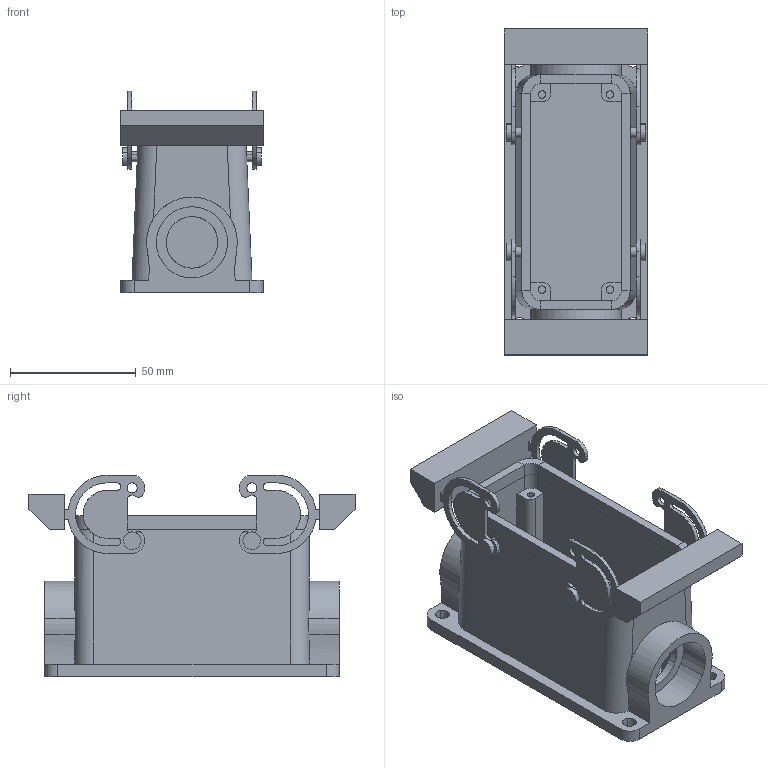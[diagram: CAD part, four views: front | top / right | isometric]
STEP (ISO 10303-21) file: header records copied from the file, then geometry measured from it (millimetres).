
FILE_DESCRIPTION(('CATIA V5 STEP Exchange','CAx-IF Rec.Pracs.--- Model Styling and Organization---1.4--- 2014-01-23'),'2;1');
FILE_NAME ('13374128_2', '2019-07-25T14:12:42+00:00', ('none'), ('Weidmueller'), 'CATIA Version 5-6 Release 2016 SP3 HF44', 'CATIA V5 STEP AP214', 'none');
FILE_SCHEMA(('AUTOMOTIVE_DESIGN { 1 0 10303 214 1 1 1 1 }'));
Length unit declared in the file: millimetre
Products named in the file (1): 1656720000
Bounding box: 57 x 129.5 x 80 mm (x, y, z)
Volume: 140600.9 mm3; surface area: 61731.9 mm2
Topology: 2 solids, 2 shells, 270 faces, 732 edges, 478 vertices
Faces by surface type: plane 136, cylinder 134
Entity records: 8713 total; most frequent: CARTESIAN_POINT 2346, ORIENTED_EDGE 1464, DIRECTION 996, EDGE_CURVE 732, VERTEX_POINT 478, VECTOR 432, LINE 432, AXIS2_PLACEMENT_3D 392
